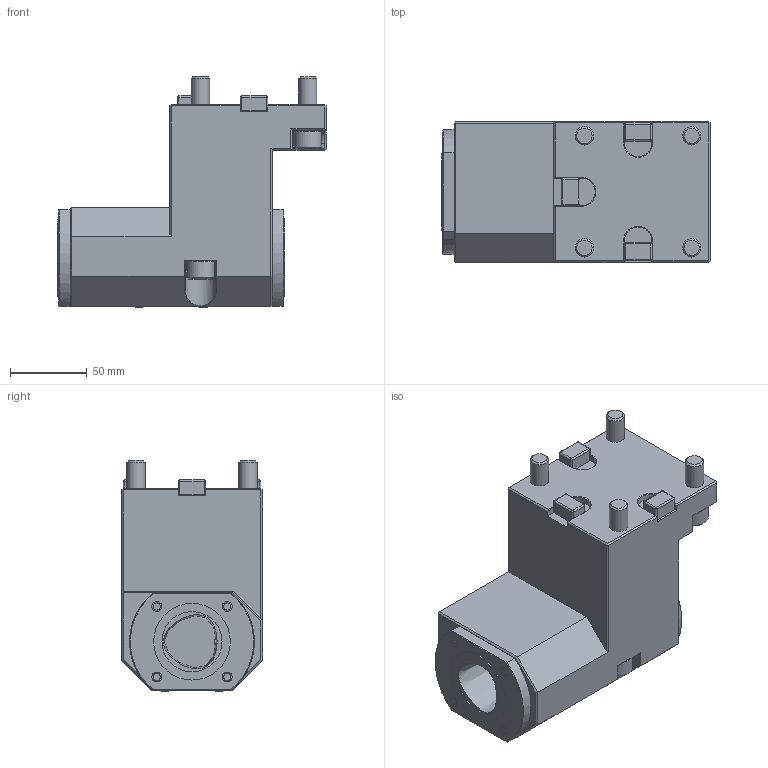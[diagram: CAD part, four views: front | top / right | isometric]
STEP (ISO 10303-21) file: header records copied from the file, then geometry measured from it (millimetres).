
FILE_DESCRIPTION(/* description */ (''),/* implementation_level */ '2;1');
FILE_NAME(/* name */ '1615901791450.stp',/* time_stamp */ '2021-03-16T14:36:38+01:00',/* author */ (''),/* organization */ ('SMS'),/* preprocessor_version */ 'ST-DEVELOPER v16.7',/* originating_system */ 'SIEMENS PLM Software NX 12.0',/* authorisation */ '');
FILE_SCHEMA (('AUTOMOTIVE_DESIGN { 1 0 10303 214 3 1 1 1 }'));
Length unit declared in the file: millimetre
Products named in the file (1): 203432670mod000_00
Bounding box: 175 x 92 x 150.25 mm (x, y, z)
Volume: 1241757.7 mm3; surface area: 96544.3 mm2
Topology: 1 solids, 1 shells, 257 faces, 630 edges, 382 vertices
Faces by surface type: plane 161, cylinder 49, sphere 22, cone 21, bspline 4
Full cylindrical faces by diameter (mm): 3 x2, 12 x4, 18 x4, 39.2 x2, 50 x2
Entity records: 7634 total; most frequent: CARTESIAN_POINT 1829, DIRECTION 1197, ORIENTED_EDGE 1120, EDGE_CURVE 560, AXIS2_PLACEMENT_3D 411, LINE 375, VECTOR 375, VERTEX_POINT 358
